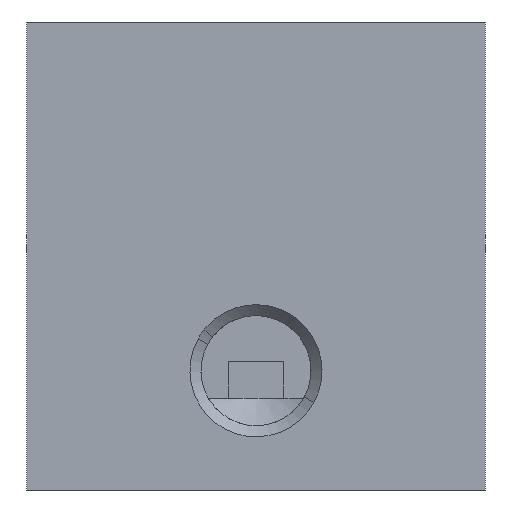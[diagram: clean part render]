
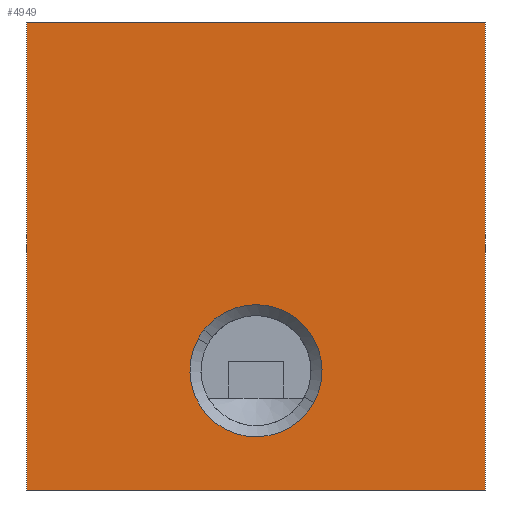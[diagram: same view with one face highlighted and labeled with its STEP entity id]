
A CAD part, left-side view. The second image highlights one B-rep face of the part: STEP entity #4949.
In plain terms, the highlighted planar face has unit normal (-1, 0, 0).
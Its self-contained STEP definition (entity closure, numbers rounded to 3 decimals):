
#4528=CARTESIAN_POINT('Vertex',(-2.1,13.159,8.226)) ;
#4531=CARTESIAN_POINT('Axis2P3D Location',(-2.1,10.,6.5)) ;
#4535=CARTESIAN_POINT('Vertex',(-2.1,6.841,4.774)) ;
#4863=CARTESIAN_POINT('Axis2P3D Location',(-2.1,10.,6.5)) ;
#4867=CARTESIAN_POINT('Vertex',(-2.1,12.84,8.712)) ;
#4882=CARTESIAN_POINT('Axis2P3D Location',(-2.1,0.,0.)) ;
#4887=CARTESIAN_POINT('Line Origine',(-2.1,-2.5,12.75)) ;
#4891=CARTESIAN_POINT('Vertex',(-2.1,-2.5,0.)) ;
#4893=CARTESIAN_POINT('Vertex',(-2.1,-2.5,25.5)) ;
#4896=CARTESIAN_POINT('Line Origine',(-2.1,10.,25.5)) ;
#4900=CARTESIAN_POINT('Vertex',(-2.1,22.5,25.5)) ;
#4903=CARTESIAN_POINT('Line Origine',(-2.1,22.5,12.75)) ;
#4907=CARTESIAN_POINT('Vertex',(-2.1,22.5,0.)) ;
#4910=CARTESIAN_POINT('Line Origine',(-2.1,10.,0.)) ;
#4922=CARTESIAN_POINT('Control Point',(-2.1,6.841,4.774)) ;
#4923=CARTESIAN_POINT('Control Point',(-2.1,6.662,5.1)) ;
#4924=CARTESIAN_POINT('Control Point',(-2.1,6.526,5.45)) ;
#4925=CARTESIAN_POINT('Control Point',(-2.1,6.436,5.815)) ;
#4926=CARTESIAN_POINT('Control Point',(-2.1,6.352,6.56)) ;
#4927=CARTESIAN_POINT('Control Point',(-2.1,6.461,7.302)) ;
#4928=CARTESIAN_POINT('Control Point',(-2.1,6.563,7.664)) ;
#4929=CARTESIAN_POINT('Control Point',(-2.1,6.858,8.353)) ;
#4930=CARTESIAN_POINT('Control Point',(-2.1,7.318,8.945)) ;
#4931=CARTESIAN_POINT('Control Point',(-2.1,7.585,9.209)) ;
#4932=CARTESIAN_POINT('Control Point',(-2.1,8.182,9.663)) ;
#4933=CARTESIAN_POINT('Control Point',(-2.1,8.875,9.95)) ;
#4934=CARTESIAN_POINT('Control Point',(-2.1,9.238,10.048)) ;
#4935=CARTESIAN_POINT('Control Point',(-2.1,9.981,10.148)) ;
#4936=CARTESIAN_POINT('Control Point',(-2.1,10.725,10.056)) ;
#4937=CARTESIAN_POINT('Control Point',(-2.1,11.089,9.962)) ;
#4938=CARTESIAN_POINT('Control Point',(-2.1,11.705,9.714)) ;
#4939=CARTESIAN_POINT('Control Point',(-2.1,12.247,9.335)) ;
#4940=CARTESIAN_POINT('Control Point',(-2.1,12.466,9.146)) ;
#4941=CARTESIAN_POINT('Control Point',(-2.1,12.664,8.938)) ;
#4942=CARTESIAN_POINT('Control Point',(-2.1,12.84,8.712)) ;
#4532=DIRECTION('Axis2P3D Direction',(-1.,0.,0.)) ;
#4864=DIRECTION('Axis2P3D Direction',(-1.,0.,0.)) ;
#4883=DIRECTION('Axis2P3D Direction',(-1.,0.,0.)) ;
#4884=DIRECTION('Axis2P3D XDirection',(0.,-1.,0.)) ;
#4888=DIRECTION('Vector Direction',(0.,0.,-1.)) ;
#4897=DIRECTION('Vector Direction',(0.,1.,0.)) ;
#4904=DIRECTION('Vector Direction',(0.,0.,1.)) ;
#4911=DIRECTION('Vector Direction',(0.,-1.,0.)) ;
#4533=AXIS2_PLACEMENT_3D('Circle Axis2P3D',#4531,#4532,$) ;
#4865=AXIS2_PLACEMENT_3D('Circle Axis2P3D',#4863,#4864,$) ;
#4885=AXIS2_PLACEMENT_3D('Plane Axis2P3D',#4882,#4883,#4884) ;
#4916=ORIENTED_EDGE('',*,*,#4895,.T.) ;
#4917=ORIENTED_EDGE('',*,*,#4902,.T.) ;
#4918=ORIENTED_EDGE('',*,*,#4909,.T.) ;
#4919=ORIENTED_EDGE('',*,*,#4914,.T.) ;
#4945=ORIENTED_EDGE('',*,*,#4537,.F.) ;
#4946=ORIENTED_EDGE('',*,*,#4869,.F.) ;
#4947=ORIENTED_EDGE('',*,*,#4943,.F.) ;
#4948=FACE_BOUND('',#4944,.T.) ;
#4889=VECTOR('Line Direction',#4888,1.) ;
#4898=VECTOR('Line Direction',#4897,1.) ;
#4905=VECTOR('Line Direction',#4904,1.) ;
#4912=VECTOR('Line Direction',#4911,1.) ;
#4949=ADVANCED_FACE('Hauptk\X2\00F6\X0\rper',(#4920,#4948),#4886,.T.) ;
#4921=B_SPLINE_CURVE_WITH_KNOTS('',5,(#4922,#4923,#4924,#4925,#4926,#4927,#4928,#4929,#4930,#4931,#4932,#4933,#4934,#4935,#4936,#4937,#4938,#4939,#4940,#4941,#4942),.UNSPECIFIED.,.F.,.U.,(6,3,3,3,3,3,6),(0.,2.629,5.258,7.887,10.516,13.145,15.171),.UNSPECIFIED.) ;
#4534=CIRCLE('generated circle',#4533,3.6) ;
#4866=CIRCLE('generated circle',#4865,3.6) ;
#4537=EDGE_CURVE('',#4529,#4536,#4534,.T.) ;
#4869=EDGE_CURVE('',#4868,#4529,#4866,.T.) ;
#4895=EDGE_CURVE('',#4892,#4894,#4890,.F.) ;
#4902=EDGE_CURVE('',#4894,#4901,#4899,.T.) ;
#4909=EDGE_CURVE('',#4901,#4908,#4906,.F.) ;
#4914=EDGE_CURVE('',#4908,#4892,#4913,.T.) ;
#4943=EDGE_CURVE('',#4536,#4868,#4921,.T.) ;
#4915=EDGE_LOOP('',(#4916,#4917,#4918,#4919)) ;
#4944=EDGE_LOOP('',(#4945,#4946,#4947)) ;
#4920=FACE_OUTER_BOUND('',#4915,.T.) ;
#4890=LINE('Line',#4887,#4889) ;
#4899=LINE('Line',#4896,#4898) ;
#4906=LINE('Line',#4903,#4905) ;
#4913=LINE('Line',#4910,#4912) ;
#4886=PLANE('Plane',#4885) ;
#4529=VERTEX_POINT('',#4528) ;
#4536=VERTEX_POINT('',#4535) ;
#4868=VERTEX_POINT('',#4867) ;
#4892=VERTEX_POINT('',#4891) ;
#4894=VERTEX_POINT('',#4893) ;
#4901=VERTEX_POINT('',#4900) ;
#4908=VERTEX_POINT('',#4907) ;
